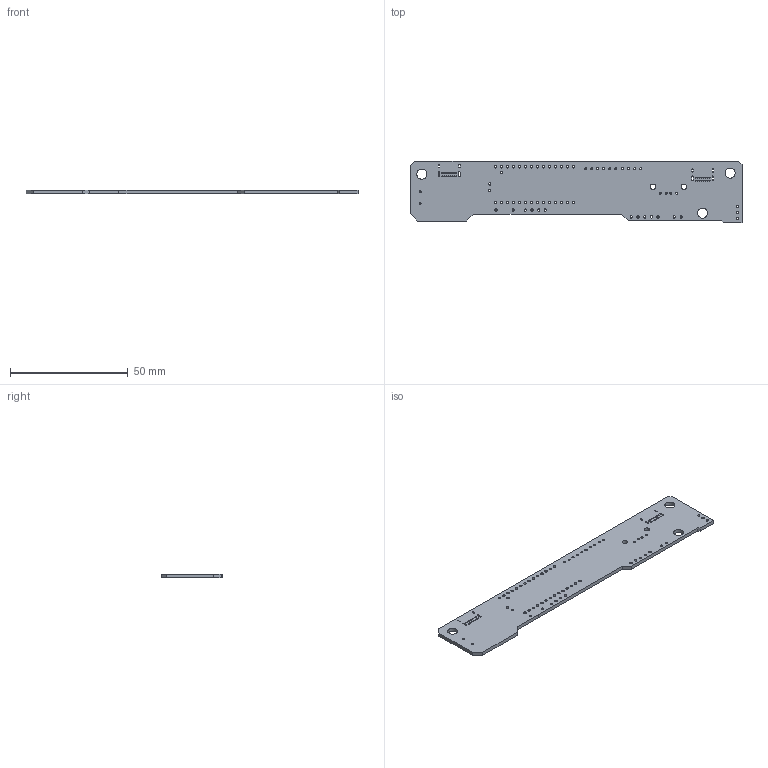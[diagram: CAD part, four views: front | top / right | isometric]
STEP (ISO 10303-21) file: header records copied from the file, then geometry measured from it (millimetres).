
FILE_DESCRIPTION(('KiCad electronic assembly'),'2;1');
FILE_NAME('ErgoDOX.step','2021-01-19T14:42:27',('An Author'),( 'A Company'),'Open CASCADE STEP processor 6.9', 'KiCad to STEP converter','Unknown');
FILE_SCHEMA(('AUTOMOTIVE_DESIGN { 1 0 10303 214 1 1 1 1 }'));
Length unit declared in the file: millimetre
Products named in the file (2): Open CASCADE STEP translator 6.9 1; COMPOUND
Assembly tree (1 placements, depth 2):
  Open CASCADE STEP translator 6.9 1
    COMPOUND
Bounding box: 141.17 x 26.06 x 1.6 mm (x, y, z)
Volume: 5242 mm3; surface area: 7612.4 mm2
Topology: 1 solids, 1 shells, 148 faces, 438 edges, 292 vertices
Faces by surface type: cylinder 116, plane 32
Full cylindrical faces by diameter (mm): 0.4 x32, 0.8 x2, 0.9 x10, 0.92 x4, 1 x18, 1.1 x29, 2.3 x2, 4.3 x3
Entity records: 11943 total; most frequent: CARTESIAN_POINT 3148, DIRECTION 1614, ORIENTED_EDGE 876, PCURVE 876, DEFINITIONAL_REPRESENTATION 876, LINE 850, VECTOR 850, EDGE_CURVE 438
